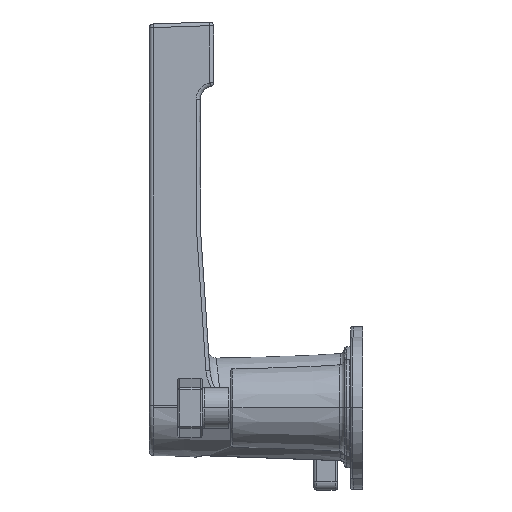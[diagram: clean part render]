
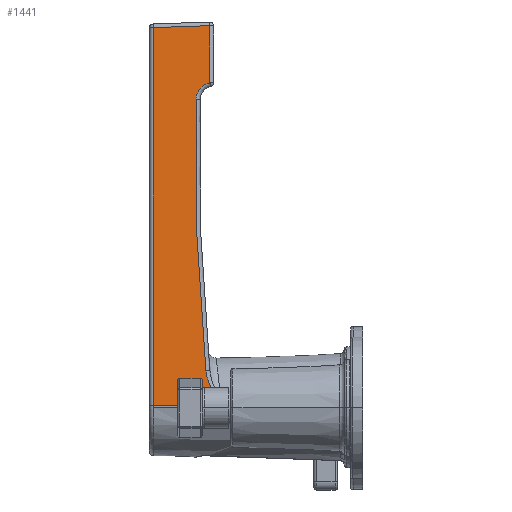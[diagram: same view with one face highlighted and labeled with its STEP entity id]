
A CAD part, left-side view. The second image highlights one B-rep face of the part: STEP entity #1441.
In plain terms, the highlighted planar face has unit normal (-0.998, 0.035, 0.052).
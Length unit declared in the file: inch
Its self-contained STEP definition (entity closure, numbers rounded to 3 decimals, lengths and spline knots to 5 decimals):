
#177=DIRECTION('',(-0.052,0.,-0.999));
#178=VECTOR('',#177,5.8795);
#179=CARTESIAN_POINT('',(-0.4349,3.25509,5.91027));
#180=LINE('',#179,#178);
#211=CARTESIAN_POINT('',(-0.74238,2.43556,
0.57672));
#212=CARTESIAN_POINT('',(-0.74343,2.43375,
0.55796));
#213=CARTESIAN_POINT('',(-0.7457,2.42775,
0.51849));
#214=CARTESIAN_POINT('',(-0.74969,2.41074,
0.45359));
#215=CARTESIAN_POINT('',(-0.75429,2.38487,
0.38289));
#216=CARTESIAN_POINT('',(-0.75952,2.3495,
0.30642));
#217=CARTESIAN_POINT('',(-0.76539,2.30456,
0.22431));
#218=CARTESIAN_POINT('',(-0.77187,2.25062,
0.13641));
#219=CARTESIAN_POINT('',(-0.77659,2.20958,
0.07351));
#220=CARTESIAN_POINT('',(-0.77905,2.18817,
0.04073));
#222=DIRECTION('',(0.035,0.999,-0.002));
#223=VECTOR('',#222,1.06757);
#224=CARTESIAN_POINT('',(-0.77905,2.18817,
0.04073));
#225=LINE('',#224,#223);
#226=DIRECTION('',(-0.033,-0.999,0.035));
#227=VECTOR('',#226,0.88102);
#228=CARTESIAN_POINT('',(-0.4349,3.25509,5.91027));
#229=LINE('',#228,#227);
#230=DIRECTION('',(-0.052,0.,-0.999));
#231=VECTOR('',#230,0.88577);
#232=CARTESIAN_POINT('',(-0.46407,2.37509,5.941));
#233=LINE('',#232,#231);
#234=CARTESIAN_POINT('',(-0.51031,2.37509,5.05644));
#235=CARTESIAN_POINT('',(-0.50976,2.39915,5.05099));
#236=CARTESIAN_POINT('',(-0.50907,2.4439,5.03425));
#237=CARTESIAN_POINT('',(-0.5092,2.50325,4.99195));
#238=CARTESIAN_POINT('',(-0.51052,2.5491,4.93598));
#239=CARTESIAN_POINT('',(-0.51296,2.57885,4.86949));
#240=CARTESIAN_POINT('',(-0.51516,2.58641,4.82238));
#241=CARTESIAN_POINT('',(-0.51643,2.58701,4.79771));
#243=CARTESIAN_POINT('',(-0.51643,2.58701,4.79771));
#244=CARTESIAN_POINT('',(-0.52759,2.59233,4.58069));
#245=CARTESIAN_POINT('',(-0.54947,2.59849,4.15791));
#246=CARTESIAN_POINT('',(-0.58276,2.59676,3.52235));
#247=CARTESIAN_POINT('',(-0.61722,2.58322,2.87227));
#248=CARTESIAN_POINT('',(-0.65481,2.55531,2.17174));
#249=CARTESIAN_POINT('',(-0.6968,2.50851,1.39986));
#250=CARTESIAN_POINT('',(-0.7266,2.46287,
0.86027));
#251=CARTESIAN_POINT('',(-0.74238,2.43556,
0.57672));
#259=CARTESIAN_POINT('',(-0.74238,2.43556,
0.57672));
#311=CARTESIAN_POINT('',(-0.51643,2.58701,4.79771));
#1081=CARTESIAN_POINT('',(-0.74185,3.25509,
0.03878));
#1082=VERTEX_POINT('',#1081);
#1083=CARTESIAN_POINT('',(-0.77905,2.18817,
0.04073));
#1084=VERTEX_POINT('',#1083);
#1118=CARTESIAN_POINT('',(-0.51031,2.37509,
5.05643));
#1119=VERTEX_POINT('',#1118);
#1120=CARTESIAN_POINT('',(-0.46407,2.37509,
5.941));
#1121=VERTEX_POINT('',#1120);
#1128=VERTEX_POINT('',#311);
#1130=VERTEX_POINT('',#259);
#1132=CARTESIAN_POINT('',(-0.4349,3.25509,
5.91027));
#1133=VERTEX_POINT('',#1132);
#1423=CARTESIAN_POINT('',(-0.90624,0.187,-1.05352));
#1424=DIRECTION('',(-0.998,0.035,0.052));
#1425=DIRECTION('',(-0.052,0.,-0.999));
#1426=AXIS2_PLACEMENT_3D('',#1423,#1424,#1425);
#1427=PLANE('',#1426);
#1429=ORIENTED_EDGE('',*,*,#1428,.T.);
#1431=ORIENTED_EDGE('',*,*,#1430,.T.);
#1432=ORIENTED_EDGE('',*,*,#1379,.F.);
#1433=ORIENTED_EDGE('',*,*,#1405,.T.);
#1434=ORIENTED_EDGE('',*,*,#1233,.T.);
#1436=ORIENTED_EDGE('',*,*,#1435,.T.);
#1438=ORIENTED_EDGE('',*,*,#1437,.T.);
#1439=EDGE_LOOP('',(#1429,#1431,#1432,#1433,#1434,#1436,#1438));
#1440=FACE_OUTER_BOUND('',#1439,.F.);
#1441=ADVANCED_FACE('',(#1440),#1427,.T.);
#221=B_SPLINE_CURVE_WITH_KNOTS('',3,(#211,#212,#213,#214,#215,#216,#217,#218,
#219,#220),.UNSPECIFIED.,.F.,.F.,(4,1,1,1,1,1,1,4),(0.,0.14286,
0.28571,0.42857,0.57143,0.71429,
0.85714,1.),.UNSPECIFIED.);
#242=B_SPLINE_CURVE_WITH_KNOTS('',3,(#234,#235,#236,#237,#238,#239,#240,#241),
.UNSPECIFIED.,.F.,.F.,(4,1,1,1,1,4),(0.,0.2,0.4,0.6,0.8,1.),
.UNSPECIFIED.);
#252=B_SPLINE_CURVE_WITH_KNOTS('',3,(#243,#244,#245,#246,#247,#248,#249,#250,
#251),.UNSPECIFIED.,.F.,.F.,(4,1,1,1,1,1,4),(0.,0.15408,
0.30013,0.4511,0.61561,0.79777,1.),
.UNSPECIFIED.);
#1233=EDGE_CURVE('',#1121,#1119,#233,.T.);
#1379=EDGE_CURVE('',#1133,#1082,#180,.T.);
#1405=EDGE_CURVE('',#1133,#1121,#229,.T.);
#1428=EDGE_CURVE('',#1130,#1084,#221,.T.);
#1430=EDGE_CURVE('',#1084,#1082,#225,.T.);
#1435=EDGE_CURVE('',#1119,#1128,#242,.T.);
#1437=EDGE_CURVE('',#1128,#1130,#252,.T.);
